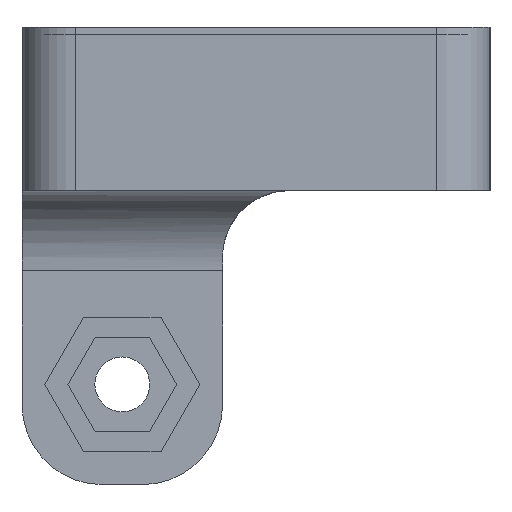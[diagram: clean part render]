
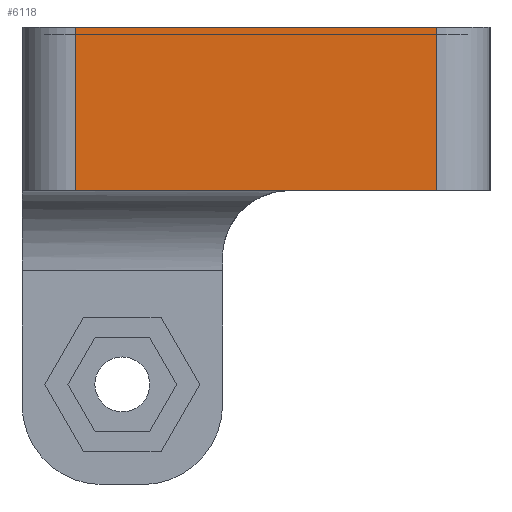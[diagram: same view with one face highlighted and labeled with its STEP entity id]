
A CAD part, left-side view. The second image highlights one B-rep face of the part: STEP entity #6118.
In plain terms, the highlighted planar face has unit normal (-1, 0, 0).
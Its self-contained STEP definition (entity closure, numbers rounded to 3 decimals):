
#461 = CARTESIAN_POINT ( 'NONE',  ( 573.237, 23.251, 4.6 ) ) ;
#731 = DIRECTION ( 'NONE',  ( 0., 0., -1. ) ) ;
#877 = DIRECTION ( 'NONE',  ( 0., 0., 1. ) ) ;
#1235 = CARTESIAN_POINT ( 'NONE',  ( 573.237, 23.251, 4.6 ) ) ;
#1462 = CARTESIAN_POINT ( 'NONE',  ( 573.237, 50.251, -2.6 ) ) ;
#1934 = DIRECTION ( 'NONE',  ( -1., 0., 0. ) ) ;
#2988 = EDGE_CURVE ( 'NONE', #6871, #4321, #7252, .T. ) ;
#3510 = EDGE_CURVE ( 'NONE', #4321, #4438, #8300, .T. ) ;
#3846 = ORIENTED_EDGE ( 'NONE', *, *, #3510, .F. ) ;
#4321 = VERTEX_POINT ( 'NONE', #7527 ) ;
#4438 = VERTEX_POINT ( 'NONE', #1235 ) ;
#4798 = VECTOR ( 'NONE', #12823, 1000. ) ;
#5177 = ORIENTED_EDGE ( 'NONE', *, *, #11238, .F. ) ;
#5505 = CARTESIAN_POINT ( 'NONE',  ( 573.237, 36.751, -7.6 ) ) ;
#5823 = DIRECTION ( 'NONE',  ( 0., 0., 1. ) ) ;
#6118 = ADVANCED_FACE ( 'NONE', ( #11711 ), #6425, .T. ) ;
#6425 = PLANE ( 'NONE',  #7367 ) ;
#6485 = VECTOR ( 'NONE', #11580, 1000. ) ;
#6542 = CARTESIAN_POINT ( 'NONE',  ( 573.237, 23.251, -7.6 ) ) ;
#6871 = VERTEX_POINT ( 'NONE', #8344 ) ;
#7252 = LINE ( 'NONE', #1462, #10129 ) ;
#7367 = AXIS2_PLACEMENT_3D ( 'NONE', #5505, #1934, #877 ) ;
#7527 = CARTESIAN_POINT ( 'NONE',  ( 573.237, 50.251, 4.6 ) ) ;
#7964 = EDGE_CURVE ( 'NONE', #12873, #6871, #12966, .T. ) ;
#8158 = ORIENTED_EDGE ( 'NONE', *, *, #2988, .F. ) ;
#8231 = LINE ( 'NONE', #461, #12256 ) ;
#8300 = LINE ( 'NONE', #12644, #6485 ) ;
#8344 = CARTESIAN_POINT ( 'NONE',  ( 573.237, 50.251, -7.6 ) ) ;
#8366 = ORIENTED_EDGE ( 'NONE', *, *, #7964, .F. ) ;
#9732 = CARTESIAN_POINT ( 'NONE',  ( 573.237, 23.251, -7.6 ) ) ;
#9842 = EDGE_LOOP ( 'NONE', ( #5177, #3846, #8158, #8366 ) ) ;
#10129 = VECTOR ( 'NONE', #5823, 1000. ) ;
#11238 = EDGE_CURVE ( 'NONE', #4438, #12873, #8231, .T. ) ;
#11580 = DIRECTION ( 'NONE',  ( 0., -1., 0. ) ) ;
#11711 = FACE_OUTER_BOUND ( 'NONE', #9842, .T. ) ;
#12256 = VECTOR ( 'NONE', #731, 1000. ) ;
#12644 = CARTESIAN_POINT ( 'NONE',  ( 573.237, 50.251, 4.6 ) ) ;
#12823 = DIRECTION ( 'NONE',  ( 0., 1., 0. ) ) ;
#12873 = VERTEX_POINT ( 'NONE', #9732 ) ;
#12966 = LINE ( 'NONE', #6542, #4798 ) ;
